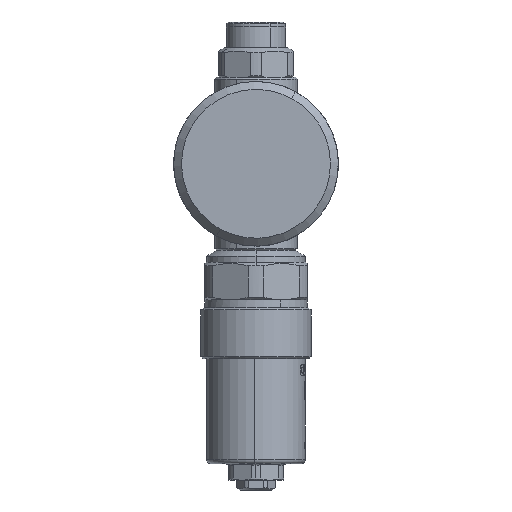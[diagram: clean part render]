
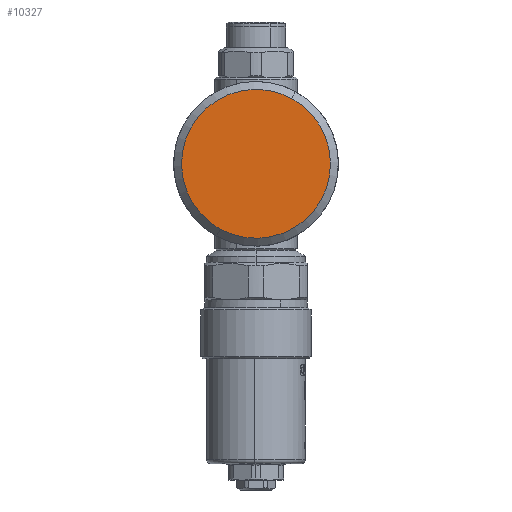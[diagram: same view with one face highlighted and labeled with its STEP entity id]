
A CAD part, front view. The second image highlights one B-rep face of the part: STEP entity #10327.
In plain terms, the highlighted planar face has unit normal (0, -1, 0).
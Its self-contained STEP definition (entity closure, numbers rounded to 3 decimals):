
#8915=CARTESIAN_POINT('Vertex',(-9.061,-29.5,-16.586)) ;
#8922=CARTESIAN_POINT('Vertex',(9.061,-29.5,16.586)) ;
#8925=CARTESIAN_POINT('Axis2P3D Location',(0.,-29.5,0.)) ;
#8937=CARTESIAN_POINT('Axis2P3D Location',(0.,-29.5,0.)) ;
#10318=CARTESIAN_POINT('Axis2P3D Location',(0.,-29.5,18.9)) ;
#8926=DIRECTION('Axis2P3D Direction',(0.,1.,0.)) ;
#8938=DIRECTION('Axis2P3D Direction',(0.,1.,0.)) ;
#10319=DIRECTION('Axis2P3D Direction',(-0.,1.,0.)) ;
#10320=DIRECTION('Axis2P3D XDirection',(1.,0.,0.)) ;
#8927=AXIS2_PLACEMENT_3D('Circle Axis2P3D',#8925,#8926,$) ;
#8939=AXIS2_PLACEMENT_3D('Circle Axis2P3D',#8937,#8938,$) ;
#10321=AXIS2_PLACEMENT_3D('Plane Axis2P3D',#10318,#10319,#10320) ;
#8928=CIRCLE('generated circle',#8927,18.9) ;
#8940=CIRCLE('generated circle',#8939,18.9) ;
#10322=PLANE('',#10321) ;
#8929=EDGE_CURVE('',#8923,#8916,#8928,.T.) ;
#8941=EDGE_CURVE('',#8916,#8923,#8940,.T.) ;
#10324=ORIENTED_EDGE('',*,*,#8941,.F.) ;
#10325=ORIENTED_EDGE('',*,*,#8929,.F.) ;
#10323=EDGE_LOOP('',(#10324,#10325)) ;
#8916=VERTEX_POINT('',#8915) ;
#8923=VERTEX_POINT('',#8922) ;
#10327=ADVANCED_FACE('Body.31',(#10326),#10322,.F.) ;
#10326=FACE_OUTER_BOUND('',#10323,.T.) ;
